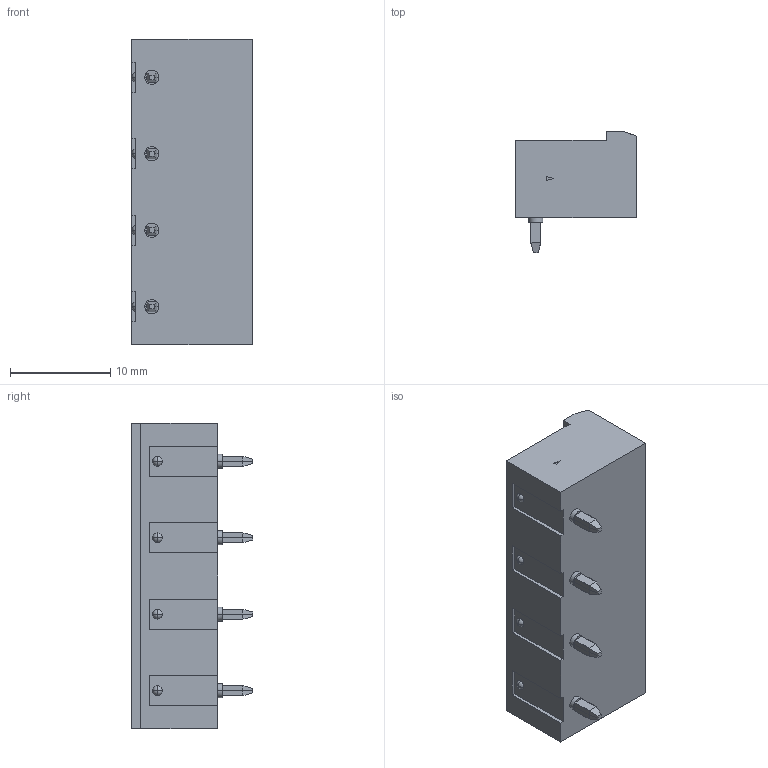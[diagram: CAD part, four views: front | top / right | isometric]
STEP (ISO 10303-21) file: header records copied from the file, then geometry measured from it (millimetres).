
FILE_DESCRIPTION(('SolidDesigner STEP Export'),'2;1');
FILE_NAME('gmstba_2.5_hc-4-g-7.62.stp','2007-07-04T10:06:37',(''),(''),'OneSpace Designer STEP processor for AP214 (Solid Model)','OneSpace Designer 14.50 18-Oct-2006 (C) CoCreate Software GmbH','');
FILE_SCHEMA(('AUTOMOTIVE_DESIGN { 1 0 10303 214 1 1 1 1 }'));
Length unit declared in the file: millimetre
Products named in the file (2): gmstba_2.5_hc-4-g-7.62
Assembly tree (1 placements, depth 2):
  gmstba_2.5_hc-4-g-7.62
    gmstba_2.5_hc-4-g-7.62
Bounding box: 12 x 12.1 x 30.48 mm (x, y, z)
Volume: 1562.5 mm3; surface area: 2187.3 mm2
Topology: 1 solids, 1 shells, 414 faces, 953 edges, 574 vertices
Faces by surface type: plane 335, cylinder 55, sphere 16, cone 8
Entity records: 13753 total; most frequent: ORIENTED_EDGE 1906, CARTESIAN_POINT 1804, DIRECTION 1585, EDGE_CURVE 953, VECTOR 667, LINE 667, VERTEX_POINT 574, AXIS2_PLACEMENT_3D 459
